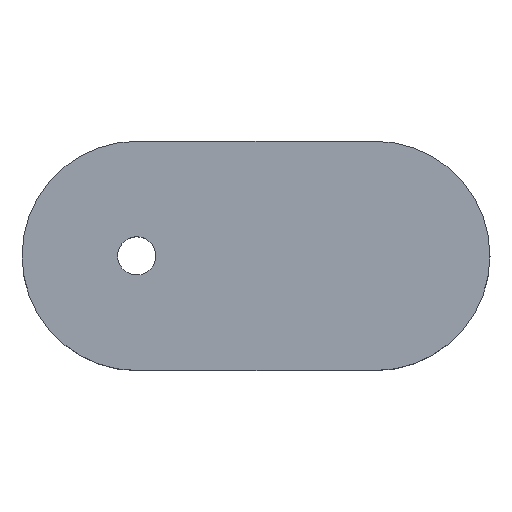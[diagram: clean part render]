
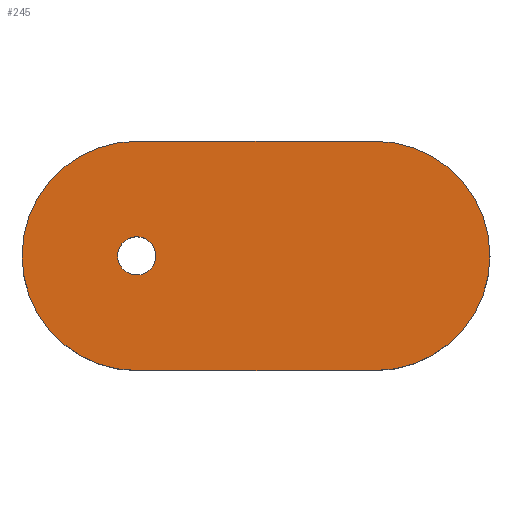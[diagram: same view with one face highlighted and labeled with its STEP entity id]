
A CAD part, top view. The second image highlights one B-rep face of the part: STEP entity #245.
In plain terms, the highlighted planar face has unit normal (0, 0, 1).
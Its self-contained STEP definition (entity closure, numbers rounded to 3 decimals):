
#6 = LINE ( 'NONE', #84, #148 ) ;
#34 = DIRECTION ( 'NONE',  ( 0., 0., -1. ) ) ;
#36 = CARTESIAN_POINT ( 'NONE',  ( 10.312, -20.55, 2.348 ) ) ;
#50 = ORIENTED_EDGE ( 'NONE', *, *, #410, .T. ) ;
#60 = DIRECTION ( 'NONE',  ( 0., 0., -1. ) ) ;
#79 = ORIENTED_EDGE ( 'NONE', *, *, #513, .F. ) ;
#84 = CARTESIAN_POINT ( 'NONE',  ( 10.312, -8.55, 2.348 ) ) ;
#92 = VERTEX_POINT ( 'NONE', #36 ) ;
#108 = ORIENTED_EDGE ( 'NONE', *, *, #317, .F. ) ;
#111 = EDGE_CURVE ( 'NONE', #184, #522, #321, .T. ) ;
#113 = CARTESIAN_POINT ( 'NONE',  ( 22.812, -14.55, 2.348 ) ) ;
#117 = DIRECTION ( 'NONE',  ( 0., 0., -1. ) ) ;
#126 = EDGE_CURVE ( 'NONE', #350, #92, #266, .T. ) ;
#133 = DIRECTION ( 'NONE',  ( -1., 0., 0. ) ) ;
#148 = VECTOR ( 'NONE', #395, 1000. ) ;
#149 = DIRECTION ( 'NONE',  ( -1., 0., 0. ) ) ;
#159 = DIRECTION ( 'NONE',  ( 0., 0., -1. ) ) ;
#162 = CIRCLE ( 'NONE', #536, 6. ) ;
#175 = CARTESIAN_POINT ( 'NONE',  ( 10.312, -14.55, 2.348 ) ) ;
#177 = VERTEX_POINT ( 'NONE', #289 ) ;
#183 = CARTESIAN_POINT ( 'NONE',  ( 22.812, -20.55, 2.348 ) ) ;
#184 = VERTEX_POINT ( 'NONE', #372 ) ;
#194 = AXIS2_PLACEMENT_3D ( 'NONE', #548, #159, #339 ) ;
#198 = EDGE_CURVE ( 'NONE', #177, #350, #279, .T. ) ;
#216 = FACE_BOUND ( 'NONE', #313, .T. ) ;
#224 = DIRECTION ( 'NONE',  ( 0., 1., 0. ) ) ;
#227 = AXIS2_PLACEMENT_3D ( 'NONE', #175, #319, #133 ) ;
#229 = CARTESIAN_POINT ( 'NONE',  ( 10.312, -8.55, 2.348 ) ) ;
#234 = CIRCLE ( 'NONE', #280, 6. ) ;
#244 = ORIENTED_EDGE ( 'NONE', *, *, #311, .T. ) ;
#245 = ADVANCED_FACE ( 'NONE', ( #216, #298 ), #380, .F. ) ;
#266 = LINE ( 'NONE', #540, #424 ) ;
#273 = DIRECTION ( 'NONE',  ( 0., 0., -1. ) ) ;
#279 = CIRCLE ( 'NONE', #393, 6. ) ;
#280 = AXIS2_PLACEMENT_3D ( 'NONE', #303, #34, #341 ) ;
#289 = CARTESIAN_POINT ( 'NONE',  ( 22.812, -8.55, 2.348 ) ) ;
#298 = FACE_OUTER_BOUND ( 'NONE', #440, .T. ) ;
#303 = CARTESIAN_POINT ( 'NONE',  ( 10.312, -14.55, 2.348 ) ) ;
#311 = EDGE_CURVE ( 'NONE', #177, #397, #6, .T. ) ;
#313 = EDGE_LOOP ( 'NONE', ( #486, #50 ) ) ;
#315 = AXIS2_PLACEMENT_3D ( 'NONE', #467, #117, #426 ) ;
#317 = EDGE_CURVE ( 'NONE', #92, #354, #162, .T. ) ;
#319 = DIRECTION ( 'NONE',  ( 0., 0., -1. ) ) ;
#321 = CIRCLE ( 'NONE', #315, 1. ) ;
#339 = DIRECTION ( 'NONE',  ( -1., 0., 0. ) ) ;
#341 = DIRECTION ( 'NONE',  ( 0., 1., 0. ) ) ;
#350 = VERTEX_POINT ( 'NONE', #183 ) ;
#352 = CARTESIAN_POINT ( 'NONE',  ( 4.312, -14.55, 2.348 ) ) ;
#354 = VERTEX_POINT ( 'NONE', #352 ) ;
#369 = DIRECTION ( 'NONE',  ( 0., 1., 0. ) ) ;
#372 = CARTESIAN_POINT ( 'NONE',  ( 9.312, -14.55, 2.348 ) ) ;
#380 = PLANE ( 'NONE',  #194 ) ;
#393 = AXIS2_PLACEMENT_3D ( 'NONE', #113, #60, #369 ) ;
#395 = DIRECTION ( 'NONE',  ( -1., 0., 0. ) ) ;
#397 = VERTEX_POINT ( 'NONE', #229 ) ;
#410 = EDGE_CURVE ( 'NONE', #522, #184, #491, .T. ) ;
#424 = VECTOR ( 'NONE', #149, 1000. ) ;
#426 = DIRECTION ( 'NONE',  ( -1., 0., 0. ) ) ;
#440 = EDGE_LOOP ( 'NONE', ( #494, #244, #79, #108, #557 ) ) ;
#467 = CARTESIAN_POINT ( 'NONE',  ( 10.312, -14.55, 2.348 ) ) ;
#486 = ORIENTED_EDGE ( 'NONE', *, *, #111, .T. ) ;
#487 = CARTESIAN_POINT ( 'NONE',  ( 10.312, -14.55, 2.348 ) ) ;
#491 = CIRCLE ( 'NONE', #227, 1. ) ;
#494 = ORIENTED_EDGE ( 'NONE', *, *, #198, .F. ) ;
#506 = CARTESIAN_POINT ( 'NONE',  ( 11.312, -14.55, 2.348 ) ) ;
#513 = EDGE_CURVE ( 'NONE', #354, #397, #234, .T. ) ;
#522 = VERTEX_POINT ( 'NONE', #506 ) ;
#536 = AXIS2_PLACEMENT_3D ( 'NONE', #487, #273, #224 ) ;
#540 = CARTESIAN_POINT ( 'NONE',  ( 10.312, -20.55, 2.348 ) ) ;
#548 = CARTESIAN_POINT ( 'NONE',  ( 0., -14.55, 2.348 ) ) ;
#557 = ORIENTED_EDGE ( 'NONE', *, *, #126, .F. ) ;
